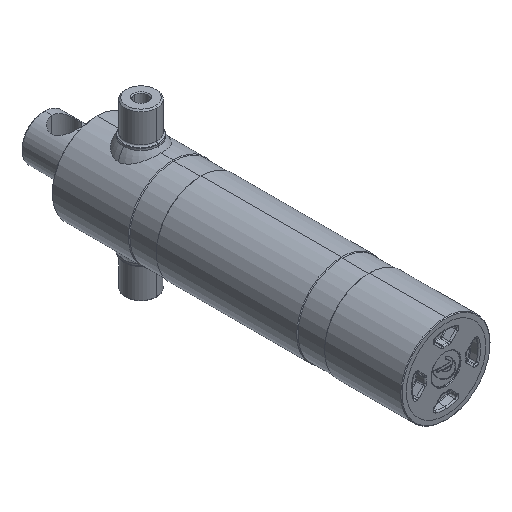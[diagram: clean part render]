
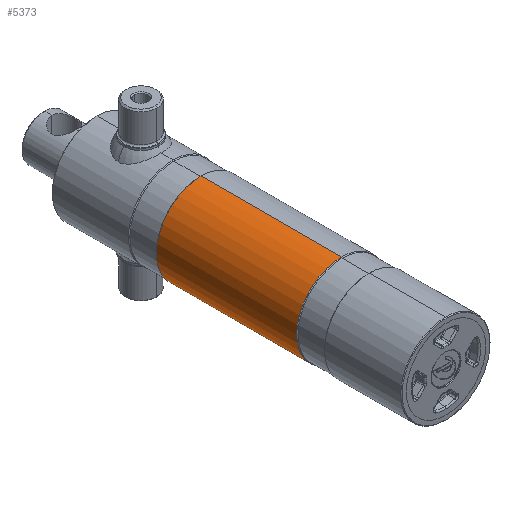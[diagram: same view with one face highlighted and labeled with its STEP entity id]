
A CAD part, isometric view. The second image highlights one B-rep face of the part: STEP entity #5373.
In plain terms, the highlighted cylindrical face has radius 64 mm (diameter 128 mm), a partial arc.
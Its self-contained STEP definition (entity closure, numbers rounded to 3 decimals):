
#231 = ORIENTED_EDGE ( 'NONE', *, *, #8287, .F. ) ;
#337 = CARTESIAN_POINT ( 'NONE',  ( 0., 351., -64. ) ) ;
#867 = EDGE_CURVE ( 'NONE', #8061, #2661, #2786, .T. ) ;
#1027 = DIRECTION ( 'NONE',  ( 0., -1., 0. ) ) ;
#1218 = CARTESIAN_POINT ( 'NONE',  ( 0., -30.734, -64. ) ) ;
#1308 = CARTESIAN_POINT ( 'NONE',  ( 0., 150., 0. ) ) ;
#1550 = AXIS2_PLACEMENT_3D ( 'NONE', #5303, #1027, #6016 ) ;
#1733 = ORIENTED_EDGE ( 'NONE', *, *, #867, .T. ) ;
#1766 = CIRCLE ( 'NONE', #1550, 64. ) ;
#2017 = DIRECTION ( 'NONE',  ( 0., 0., -1. ) ) ;
#2348 = EDGE_LOOP ( 'NONE', ( #231, #7985, #1733, #7990 ) ) ;
#2656 = AXIS2_PLACEMENT_3D ( 'NONE', #1308, #6295, #2017 ) ;
#2661 = VERTEX_POINT ( 'NONE', #8370 ) ;
#2727 = DIRECTION ( 'NONE',  ( 0., -1., 0. ) ) ;
#2786 = LINE ( 'NONE', #1218, #8275 ) ;
#2999 = DIRECTION ( 'NONE',  ( 0., -1., 0. ) ) ;
#3042 = AXIS2_PLACEMENT_3D ( 'NONE', #5134, #2999, #9170 ) ;
#3397 = FACE_OUTER_BOUND ( 'NONE', #2348, .T. ) ;
#3436 = CIRCLE ( 'NONE', #2656, 64. ) ;
#3736 = CARTESIAN_POINT ( 'NONE',  ( 0., 351., 64. ) ) ;
#4620 = VERTEX_POINT ( 'NONE', #4980 ) ;
#4980 = CARTESIAN_POINT ( 'NONE',  ( 0., 150., 64. ) ) ;
#5086 = CYLINDRICAL_SURFACE ( 'NONE', #3042, 64. ) ;
#5134 = CARTESIAN_POINT ( 'NONE',  ( 0., -30.734, 0. ) ) ;
#5303 = CARTESIAN_POINT ( 'NONE',  ( 0., 351., 0. ) ) ;
#5373 = ADVANCED_FACE ( 'NONE', ( #3397 ), #5086, .T. ) ;
#6016 = DIRECTION ( 'NONE',  ( 0., 0., -1. ) ) ;
#6147 = EDGE_CURVE ( 'NONE', #7385, #8061, #1766, .T. ) ;
#6295 = DIRECTION ( 'NONE',  ( 0., -1., 0. ) ) ;
#6429 = VECTOR ( 'NONE', #2727, 1000. ) ;
#6719 = EDGE_CURVE ( 'NONE', #4620, #2661, #3436, .T. ) ;
#6877 = LINE ( 'NONE', #7015, #6429 ) ;
#7015 = CARTESIAN_POINT ( 'NONE',  ( 0., -30.734, 64. ) ) ;
#7385 = VERTEX_POINT ( 'NONE', #3736 ) ;
#7985 = ORIENTED_EDGE ( 'NONE', *, *, #6147, .T. ) ;
#7990 = ORIENTED_EDGE ( 'NONE', *, *, #6719, .F. ) ;
#8061 = VERTEX_POINT ( 'NONE', #337 ) ;
#8275 = VECTOR ( 'NONE', #8425, 1000. ) ;
#8287 = EDGE_CURVE ( 'NONE', #7385, #4620, #6877, .T. ) ;
#8370 = CARTESIAN_POINT ( 'NONE',  ( 0., 150., -64. ) ) ;
#8425 = DIRECTION ( 'NONE',  ( 0., -1., 0. ) ) ;
#9170 = DIRECTION ( 'NONE',  ( 0., 0., -1. ) ) ;
